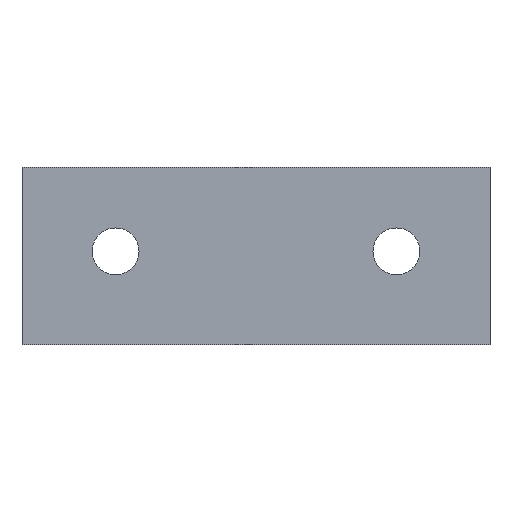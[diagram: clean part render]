
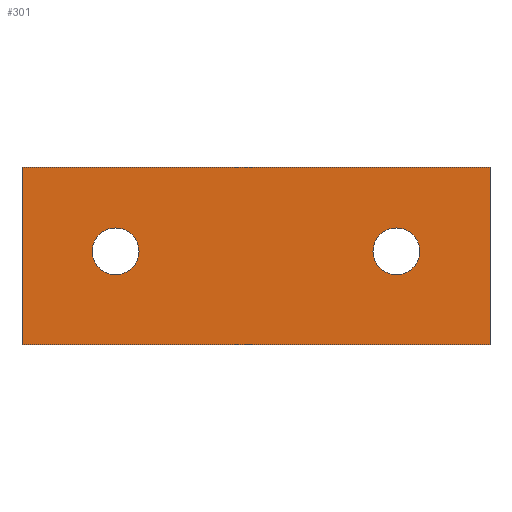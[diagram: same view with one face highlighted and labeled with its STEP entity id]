
A CAD part, front view. The second image highlights one B-rep face of the part: STEP entity #301.
In plain terms, the highlighted planar face has unit normal (0, -1, 0).
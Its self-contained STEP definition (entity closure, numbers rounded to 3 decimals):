
#29=FACE_BOUND('',#78,.T.);
#30=FACE_BOUND('',#79,.T.);
#39=PLANE('',#350);
#56=FACE_OUTER_BOUND('',#77,.T.);
#77=EDGE_LOOP('',(#263,#264,#265,#266));
#78=EDGE_LOOP('',(#267));
#79=EDGE_LOOP('',(#268));
#88=LINE('',#476,#107);
#95=LINE('',#529,#114);
#101=LINE('',#578,#120);
#102=LINE('',#579,#121);
#107=VECTOR('',#386,10.);
#114=VECTOR('',#409,10.);
#120=VECTOR('',#439,10.);
#121=VECTOR('',#440,10.);
#128=CIRCLE('',#335,2.5);
#131=CIRCLE('',#342,2.5);
#145=VERTEX_POINT('',#473);
#146=VERTEX_POINT('',#475);
#152=VERTEX_POINT('',#517);
#155=VERTEX_POINT('',#526);
#156=VERTEX_POINT('',#528);
#159=VERTEX_POINT('',#564);
#173=EDGE_CURVE('',#146,#145,#88,.T.);
#181=EDGE_CURVE('',#152,#152,#128,.T.);
#186=EDGE_CURVE('',#155,#156,#95,.T.);
#192=EDGE_CURVE('',#159,#159,#131,.T.);
#199=EDGE_CURVE('',#146,#155,#101,.T.);
#200=EDGE_CURVE('',#156,#145,#102,.T.);
#263=ORIENTED_EDGE('',*,*,#199,.F.);
#264=ORIENTED_EDGE('',*,*,#173,.T.);
#265=ORIENTED_EDGE('',*,*,#200,.F.);
#266=ORIENTED_EDGE('',*,*,#186,.F.);
#267=ORIENTED_EDGE('',*,*,#181,.T.);
#268=ORIENTED_EDGE('',*,*,#192,.T.);
#301=ADVANCED_FACE('',(#56,#29,#30),#39,.T.);
#335=AXIS2_PLACEMENT_3D('',#518,#398,#399);
#342=AXIS2_PLACEMENT_3D('',#565,#419,#420);
#350=AXIS2_PLACEMENT_3D('',#577,#437,#438);
#386=DIRECTION('',(0.,0.,1.));
#398=DIRECTION('center_axis',(0.,1.,0.));
#399=DIRECTION('ref_axis',(-1.,0.,0.));
#409=DIRECTION('',(0.,0.,1.));
#419=DIRECTION('center_axis',(0.,1.,0.));
#420=DIRECTION('ref_axis',(-1.,0.,0.));
#437=DIRECTION('center_axis',(0.,-1.,0.));
#438=DIRECTION('ref_axis',(1.,0.,0.));
#439=DIRECTION('',(-1.,0.,0.));
#440=DIRECTION('',(1.,0.,0.));
#473=CARTESIAN_POINT('',(100.,56.,0.5));
#475=CARTESIAN_POINT('',(100.,56.,-18.5));
#476=CARTESIAN_POINT('',(100.,56.,-18.5));
#517=CARTESIAN_POINT('',(62.5,56.,-8.5));
#518=CARTESIAN_POINT('Origin',(60.,56.,-8.5));
#526=CARTESIAN_POINT('',(50.,56.,-18.5));
#528=CARTESIAN_POINT('',(50.,56.,0.5));
#529=CARTESIAN_POINT('',(50.,56.,-18.5));
#564=CARTESIAN_POINT('',(92.5,56.,-8.5));
#565=CARTESIAN_POINT('Origin',(90.,56.,-8.5));
#577=CARTESIAN_POINT('Origin',(50.,56.,-18.5));
#578=CARTESIAN_POINT('',(100.,56.,-18.5));
#579=CARTESIAN_POINT('',(100.,56.,0.5));
